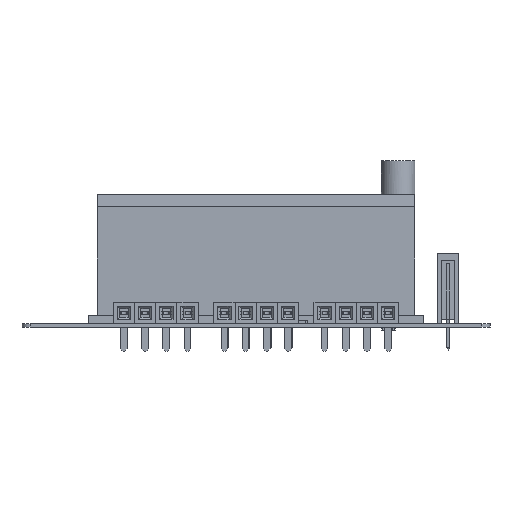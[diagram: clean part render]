
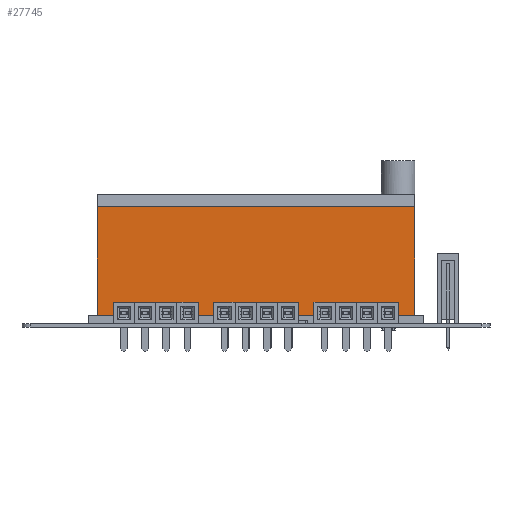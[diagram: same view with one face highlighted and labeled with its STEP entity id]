
A CAD part, left-side view. The second image highlights one B-rep face of the part: STEP entity #27745.
In plain terms, the highlighted face is planar.
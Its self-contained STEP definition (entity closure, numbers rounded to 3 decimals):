
#27381 = VERTEX_POINT('',#27382);
#27382 = CARTESIAN_POINT('',(1.,-1.,14.));
#27388 = EDGE_CURVE('',#27389,#27381,#27391,.T.);
#27389 = VERTEX_POINT('',#27390);
#27390 = CARTESIAN_POINT('',(1.,-1.,1.));
#27391 = LINE('',#27392,#27393);
#27392 = CARTESIAN_POINT('',(1.,-1.,1.));
#27393 = VECTOR('',#27394,1.);
#27394 = DIRECTION('',(0.,0.,1.));
#27675 = EDGE_CURVE('',#27389,#27676,#27678,.T.);
#27676 = VERTEX_POINT('',#27677);
#27677 = CARTESIAN_POINT('',(39.,-1.,1.));
#27678 = LINE('',#27679,#27680);
#27679 = CARTESIAN_POINT('',(29.5,-1.,1.));
#27680 = VECTOR('',#27681,1.);
#27681 = DIRECTION('',(1.,0.,0.));
#27725 = EDGE_CURVE('',#27676,#27726,#27728,.T.);
#27726 = VERTEX_POINT('',#27727);
#27727 = CARTESIAN_POINT('',(39.,-1.,14.));
#27728 = LINE('',#27729,#27730);
#27729 = CARTESIAN_POINT('',(39.,-1.,1.));
#27730 = VECTOR('',#27731,1.);
#27731 = DIRECTION('',(0.,0.,1.));
#27745 = ADVANCED_FACE('',(#27746),#27757,.T.);
#27746 = FACE_BOUND('',#27747,.T.);
#27747 = EDGE_LOOP('',(#27748,#27749,#27750,#27756));
#27748 = ORIENTED_EDGE('',*,*,#27675,.F.);
#27749 = ORIENTED_EDGE('',*,*,#27388,.T.);
#27750 = ORIENTED_EDGE('',*,*,#27751,.F.);
#27751 = EDGE_CURVE('',#27726,#27381,#27752,.T.);
#27752 = LINE('',#27753,#27754);
#27753 = CARTESIAN_POINT('',(1.,-1.,14.));
#27754 = VECTOR('',#27755,1.);
#27755 = DIRECTION('',(-1.,0.,0.));
#27756 = ORIENTED_EDGE('',*,*,#27725,.F.);
#27757 = PLANE('',#27758);
#27758 = AXIS2_PLACEMENT_3D('',#27759,#27760,#27761);
#27759 = CARTESIAN_POINT('',(39.,-1.,1.));
#27760 = DIRECTION('',(0.,1.,0.));
#27761 = DIRECTION('',(-1.,0.,0.));
